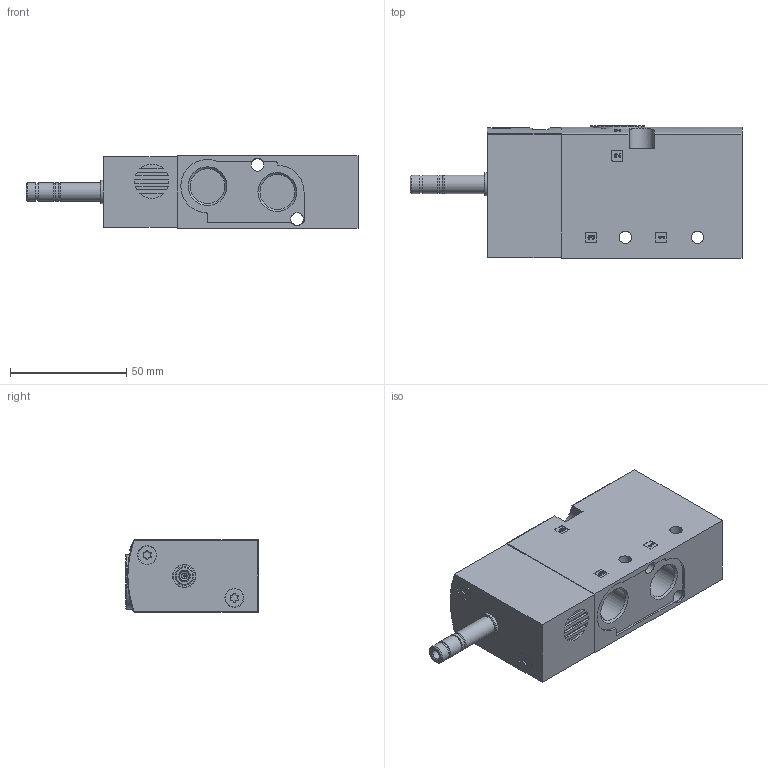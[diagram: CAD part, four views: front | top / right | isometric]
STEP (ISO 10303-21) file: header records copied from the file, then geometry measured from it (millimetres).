
FILE_DESCRIPTION(/* description */ ('STEP AP214'),/* implementation_level */ '2;1');
FILE_NAME(/* name */ '575566_VUVS-L30-M32C-MD-G38-F8',/* time_stamp */ '2024-09-12T13:05:16+02:00',/* author */ ('License CC BY-ND 4.0'),/* organization */ ('CADENAS'),/* preprocessor_version */ 'ST-DEVELOPER v19.3',/* originating_system */ 'PARTsolutions',/* authorisation */ ' ');
FILE_SCHEMA (('AUTOMOTIVE_DESIGN {1 0 10303 214 3 1 1}'));
Length unit declared in the file: millimetre
Products named in the file (4): 575566 VUVS-L30-M32C-MD-G38-F8; 1611897 VUVS-L30-M32C-AD-G38 HOUSING---(H---0_-); 2974461 VUVS-L30-G-COVER53---(H---0_-); 1808372 F-M4x40.5-10.9
Assembly tree (4 placements, depth 2):
  575566 VUVS-L30-M32C-MD-G38-F8
    1611897 VUVS-L30-M32C-AD-G38 HOUSING---(H---0_-)
    2974461 VUVS-L30-G-COVER53---(H---0_-)
    1808372 F-M4x40.5-10.9  x2
Bounding box: 142.8 x 57 x 31 mm (x, y, z)
Volume: 174217.3 mm3; surface area: 34215.3 mm2
Topology: 4 solids, 4 shells, 358 faces, 899 edges, 588 vertices
Faces by surface type: plane 181, cylinder 146, cone 27, torus 4
Full cylindrical faces by diameter (mm): 0.9 x1, 2.4 x1, 2.5 x1, 3 x2, 3.242 x2, 3.8 x2, 4 x2, 4.134 x1, 4.8 x2, 5.3 x2, 5.4 x2, 7.1 x1, 7.9 x2, 8 x4, 8.1 x2, 10 x1, 14.95 x3, 23.5 x1
Entity records: 10737 total; most frequent: DIRECTION 1739, CARTESIAN_POINT 1739, ORIENTED_EDGE 1562, EDGE_CURVE 781, AXIS2_PLACEMENT_3D 627, VERTEX_POINT 550, LINE 485, VECTOR 485
